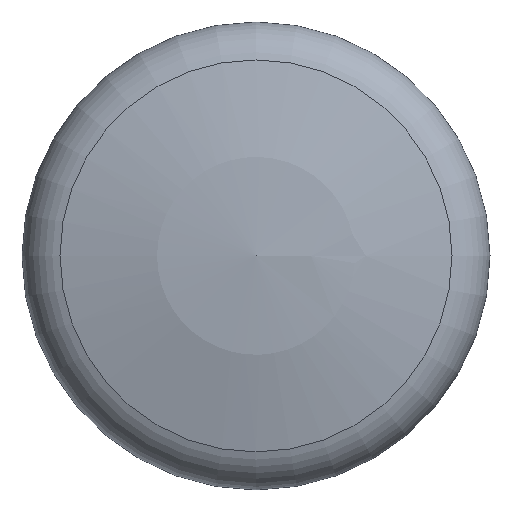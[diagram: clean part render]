
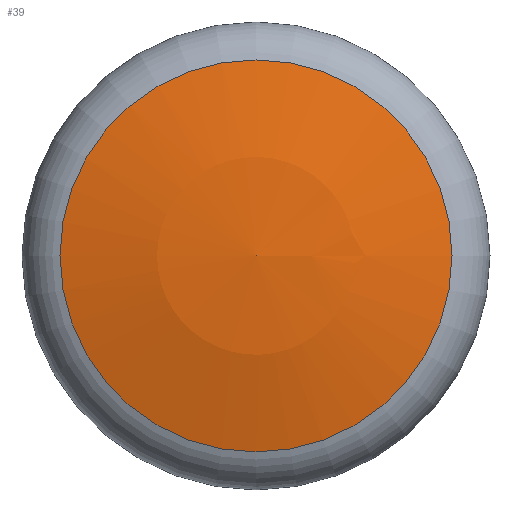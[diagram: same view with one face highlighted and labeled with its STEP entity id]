
A CAD part, top view. The second image highlights one B-rep face of the part: STEP entity #39.
In plain terms, the highlighted spherical face has radius 70 mm.
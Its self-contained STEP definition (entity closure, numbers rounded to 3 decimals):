
#39 = ADVANCED_FACE( '', ( #82 ), #83, .T. );
#82 = FACE_OUTER_BOUND( '', #132, .T. );
#83 = SPHERICAL_SURFACE( '', #133, 70. );
#132 = EDGE_LOOP( '', ( #180 ) );
#133 = AXIS2_PLACEMENT_3D( '', #181, #182, #183 );
#180 = ORIENTED_EDGE( '', *, *, #234, .T. );
#181 = CARTESIAN_POINT( '', ( 0., 0., -36. ) );
#182 = DIRECTION( '', ( 0., 0., 1. ) );
#183 = DIRECTION( '', ( 1., 0., 0. ) );
#234 = EDGE_CURVE( '', #257, #257, #258, .F. );
#257 = VERTEX_POINT( '', #288 );
#258 = CIRCLE( '', #289, 18.846 );
#288 = CARTESIAN_POINT( '', ( -18.846, 0., 31.415 ) );
#289 = AXIS2_PLACEMENT_3D( '', #319, #320, #321 );
#319 = CARTESIAN_POINT( '', ( 0., 0., 31.415 ) );
#320 = DIRECTION( '', ( 0., 0., -1. ) );
#321 = DIRECTION( '', ( -1., 0., 0. ) );
